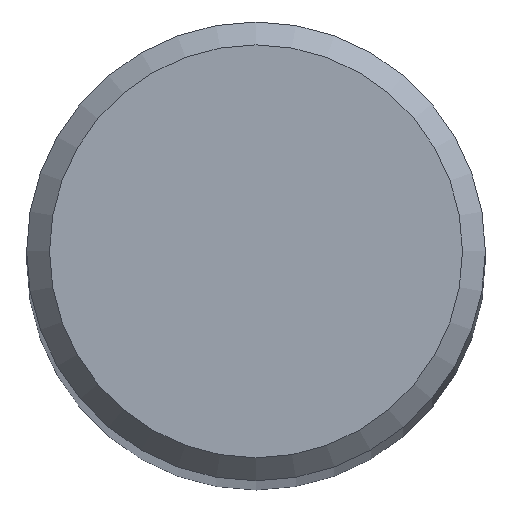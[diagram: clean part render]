
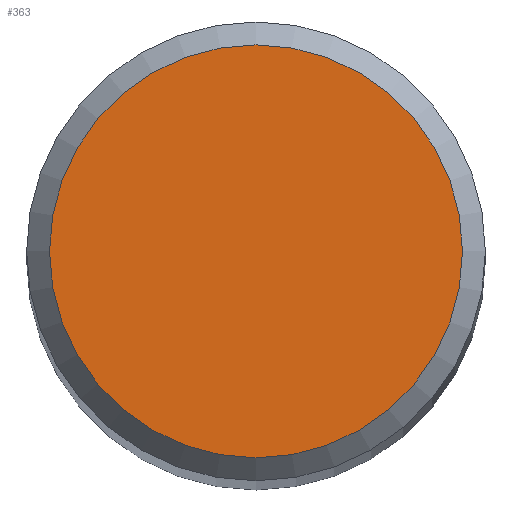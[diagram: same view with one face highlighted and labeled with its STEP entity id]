
A CAD part, top view. The second image highlights one B-rep face of the part: STEP entity #363.
In plain terms, the highlighted planar face has unit normal (0, 0, 1).
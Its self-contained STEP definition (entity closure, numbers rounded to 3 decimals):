
#323 = VERTEX_POINT('', #324);
#324 = CARTESIAN_POINT('', (-1.35, 0., 0.));
#330 = EDGE_CURVE('', #323, #323, #331, .T.);
#331 = CIRCLE('', #332, 1.35);
#332 = AXIS2_PLACEMENT_3D('', #333, #334, #335);
#333 = CARTESIAN_POINT('', (0., 0., 0.));
#334 = DIRECTION('', (0., 0., -1.));
#335 = DIRECTION('', (-1., 0., 0.));
#363 = ADVANCED_FACE('', (#364), #367, .T.);
#364 = FACE_OUTER_BOUND('', #365, .T.);
#365 = EDGE_LOOP('', (#366));
#366 = ORIENTED_EDGE('', *, *, #330, .F.);
#367 = PLANE('', #368);
#368 = AXIS2_PLACEMENT_3D('', #369, #370, #371);
#369 = CARTESIAN_POINT('', (2.1, -2.1, 0.));
#370 = DIRECTION('', (0., 0., 1.));
#371 = DIRECTION('', (0., 1., 0.));
